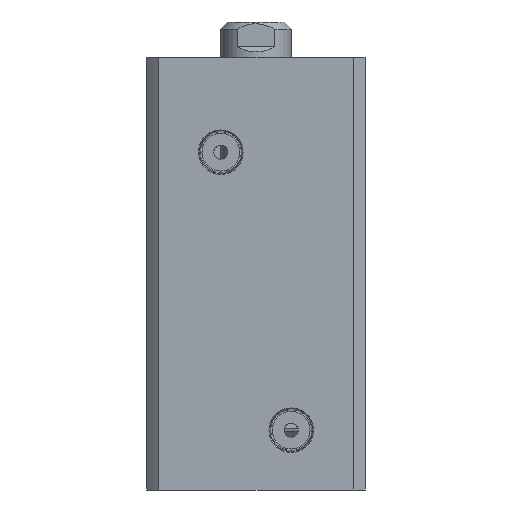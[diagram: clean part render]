
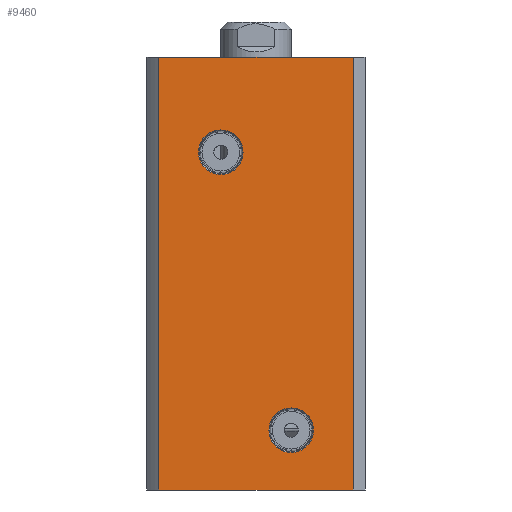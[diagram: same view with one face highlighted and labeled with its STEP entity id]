
A CAD part, left-side view. The second image highlights one B-rep face of the part: STEP entity #9460.
In plain terms, the highlighted planar face has unit normal (-1, 0, 0).
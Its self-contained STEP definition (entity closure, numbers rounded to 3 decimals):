
#124 = EDGE_CURVE ( 'NONE', #3235, #17424, #12700, .T. ) ;
#217 = AXIS2_PLACEMENT_3D ( 'NONE', #10228, #1004, #17644 ) ;
#757 = DIRECTION ( 'NONE',  ( 0., 1., 0. ) ) ;
#763 = DIRECTION ( 'NONE',  ( 0., 0., 1. ) ) ;
#1004 = DIRECTION ( 'NONE',  ( -1., 0., 0. ) ) ;
#1452 = ORIENTED_EDGE ( 'NONE', *, *, #10690, .F. ) ;
#2396 = VERTEX_POINT ( 'NONE', #16729 ) ;
#2588 = VERTEX_POINT ( 'NONE', #13499 ) ;
#2596 = LINE ( 'NONE', #8526, #22833 ) ;
#3235 = VERTEX_POINT ( 'NONE', #5712 ) ;
#3712 = VECTOR ( 'NONE', #6283, 1000. ) ;
#4488 = DIRECTION ( 'NONE',  ( -1., 0., 0. ) ) ;
#4965 = DIRECTION ( 'NONE',  ( 0., 0., -1. ) ) ;
#5428 = CARTESIAN_POINT ( 'NONE',  ( -31., -27.591, -61.5 ) ) ;
#5712 = CARTESIAN_POINT ( 'NONE',  ( -31., -10., -50.835 ) ) ;
#5785 = ORIENTED_EDGE ( 'NONE', *, *, #21925, .F. ) ;
#6142 = CARTESIAN_POINT ( 'NONE',  ( -31., 27.591, 61.5 ) ) ;
#6283 = DIRECTION ( 'NONE',  ( 0., 0., -1. ) ) ;
#6593 = LINE ( 'NONE', #7470, #23081 ) ;
#7463 = EDGE_LOOP ( 'NONE', ( #18576, #12206, #5785, #13364 ) ) ;
#7470 = CARTESIAN_POINT ( 'NONE',  ( -31., 27.591, 61.5 ) ) ;
#8526 = CARTESIAN_POINT ( 'NONE',  ( -31., -27.591, 61.5 ) ) ;
#8905 = AXIS2_PLACEMENT_3D ( 'NONE', #13536, #15626, #763 ) ;
#9313 = EDGE_LOOP ( 'NONE', ( #14265, #14479 ) ) ;
#9460 = ADVANCED_FACE ( 'NONE', ( #18370, #13464, #18663 ), #17323, .F. ) ;
#9704 = CARTESIAN_POINT ( 'NONE',  ( -31., 27.591, 61.5 ) ) ;
#10228 = CARTESIAN_POINT ( 'NONE',  ( -31., 10., 34.5 ) ) ;
#10423 = EDGE_LOOP ( 'NONE', ( #1452, #15746 ) ) ;
#10690 = EDGE_CURVE ( 'NONE', #17424, #3235, #19948, .T. ) ;
#10754 = VERTEX_POINT ( 'NONE', #15770 ) ;
#10821 = EDGE_CURVE ( 'NONE', #10754, #2588, #23713, .T. ) ;
#11665 = VERTEX_POINT ( 'NONE', #5428 ) ;
#12008 = CARTESIAN_POINT ( 'NONE',  ( -31., 27.591, 61.5 ) ) ;
#12206 = ORIENTED_EDGE ( 'NONE', *, *, #20699, .F. ) ;
#12417 = CARTESIAN_POINT ( 'NONE',  ( -31., 27.591, -61.5 ) ) ;
#12700 = CIRCLE ( 'NONE', #21007, 6.335 ) ;
#12842 = CARTESIAN_POINT ( 'NONE',  ( -31., 27.591, -61.5 ) ) ;
#13364 = ORIENTED_EDGE ( 'NONE', *, *, #21663, .T. ) ;
#13464 = FACE_BOUND ( 'NONE', #10423, .T. ) ;
#13499 = CARTESIAN_POINT ( 'NONE',  ( -31., 10., 40.835 ) ) ;
#13536 = CARTESIAN_POINT ( 'NONE',  ( -31., -10., -44.5 ) ) ;
#14115 = LINE ( 'NONE', #9704, #3712 ) ;
#14265 = ORIENTED_EDGE ( 'NONE', *, *, #15426, .F. ) ;
#14479 = ORIENTED_EDGE ( 'NONE', *, *, #10821, .F. ) ;
#15426 = EDGE_CURVE ( 'NONE', #2588, #10754, #17342, .T. ) ;
#15626 = DIRECTION ( 'NONE',  ( -1., 0., 0. ) ) ;
#15746 = ORIENTED_EDGE ( 'NONE', *, *, #124, .F. ) ;
#15770 = CARTESIAN_POINT ( 'NONE',  ( -31., 10., 28.165 ) ) ;
#16729 = CARTESIAN_POINT ( 'NONE',  ( -31., -27.591, 61.5 ) ) ;
#16742 = LINE ( 'NONE', #12417, #23678 ) ;
#17236 = AXIS2_PLACEMENT_3D ( 'NONE', #12008, #22984, #757 ) ;
#17323 = PLANE ( 'NONE',  #17236 ) ;
#17342 = CIRCLE ( 'NONE', #21008, 6.335 ) ;
#17406 = DIRECTION ( 'NONE',  ( 0., 0., 1. ) ) ;
#17424 = VERTEX_POINT ( 'NONE', #19891 ) ;
#17644 = DIRECTION ( 'NONE',  ( 0., 0., 1. ) ) ;
#18370 = FACE_BOUND ( 'NONE', #9313, .T. ) ;
#18522 = VERTEX_POINT ( 'NONE', #12842 ) ;
#18576 = ORIENTED_EDGE ( 'NONE', *, *, #20258, .T. ) ;
#18640 = DIRECTION ( 'NONE',  ( -1., 0., 0. ) ) ;
#18663 = FACE_OUTER_BOUND ( 'NONE', #7463, .T. ) ;
#18755 = VERTEX_POINT ( 'NONE', #6142 ) ;
#19090 = CARTESIAN_POINT ( 'NONE',  ( -31., -10., -44.5 ) ) ;
#19891 = CARTESIAN_POINT ( 'NONE',  ( -31., -10., -38.165 ) ) ;
#19911 = DIRECTION ( 'NONE',  ( 0., -1., 0. ) ) ;
#19948 = CIRCLE ( 'NONE', #8905, 6.335 ) ;
#20258 = EDGE_CURVE ( 'NONE', #18522, #11665, #16742, .T. ) ;
#20349 = DIRECTION ( 'NONE',  ( 0., 0., 1. ) ) ;
#20387 = DIRECTION ( 'NONE',  ( 0., -1., 0. ) ) ;
#20699 = EDGE_CURVE ( 'NONE', #2396, #11665, #2596, .T. ) ;
#21007 = AXIS2_PLACEMENT_3D ( 'NONE', #19090, #4488, #17406 ) ;
#21008 = AXIS2_PLACEMENT_3D ( 'NONE', #22528, #18640, #20349 ) ;
#21663 = EDGE_CURVE ( 'NONE', #18755, #18522, #14115, .T. ) ;
#21925 = EDGE_CURVE ( 'NONE', #18755, #2396, #6593, .T. ) ;
#22528 = CARTESIAN_POINT ( 'NONE',  ( -31., 10., 34.5 ) ) ;
#22833 = VECTOR ( 'NONE', #4965, 1000. ) ;
#22984 = DIRECTION ( 'NONE',  ( 1., 0., 0. ) ) ;
#23081 = VECTOR ( 'NONE', #20387, 1000. ) ;
#23678 = VECTOR ( 'NONE', #19911, 1000. ) ;
#23713 = CIRCLE ( 'NONE', #217, 6.335 ) ;
